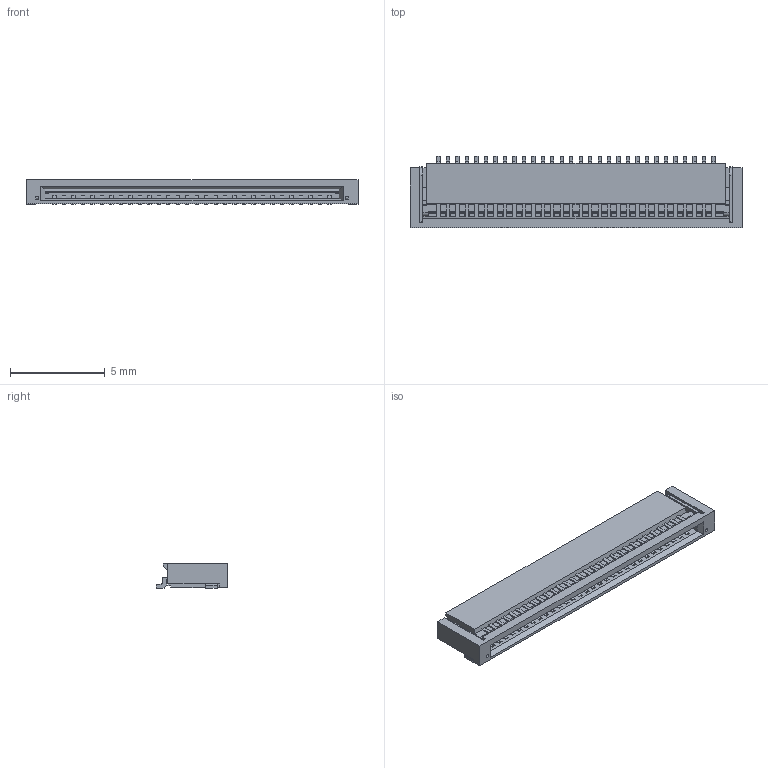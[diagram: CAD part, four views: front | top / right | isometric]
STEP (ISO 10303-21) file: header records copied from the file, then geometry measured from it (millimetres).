
FILE_DESCRIPTION(/* description */ (''),/* implementation_level */ '2;1');
FILE_NAME(/* name */ '10051922-3010EHLF.step',/* time_stamp */ '2019-05-01T17:52:20+02:00',/* author */ (''),/* organization */ (''),/* preprocessor_version */ 'ST-DEVELOPER v18',/* originating_system */ 'Autodesk Translation Framework v8.2.0.1029',/* authorisation */ '');
FILE_SCHEMA (('AUTOMOTIVE_DESIGN { 1 0 10303 214 3 1 1 }'));
Length unit declared in the file: millimetre
Products named in the file (1): s10051922_3010elf
Bounding box: 17.5 x 3.75 x 1.3 mm (x, y, z)
Volume: 50.8 mm3; surface area: 322.2 mm2
Topology: 1 solids, 1 shells, 1082 faces, 3235 edges, 2110 vertices
Faces by surface type: plane 844, cylinder 238
Entity records: 36960 total; most frequent: ORIENTED_EDGE 6470, CARTESIAN_POINT 6428, DIRECTION 5879, EDGE_CURVE 3235, LINE 2757, VECTOR 2757, VERTEX_POINT 2110, AXIS2_PLACEMENT_3D 1561
